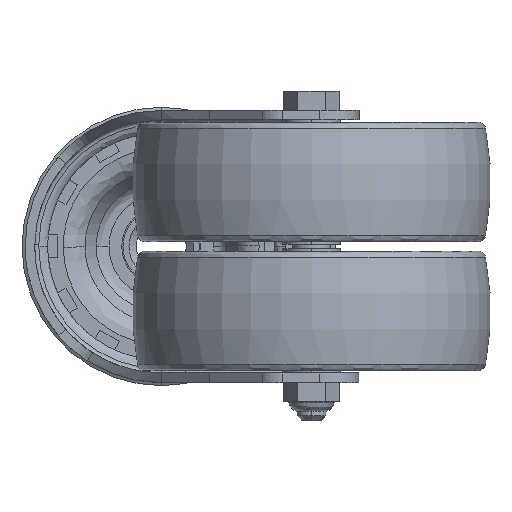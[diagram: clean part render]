
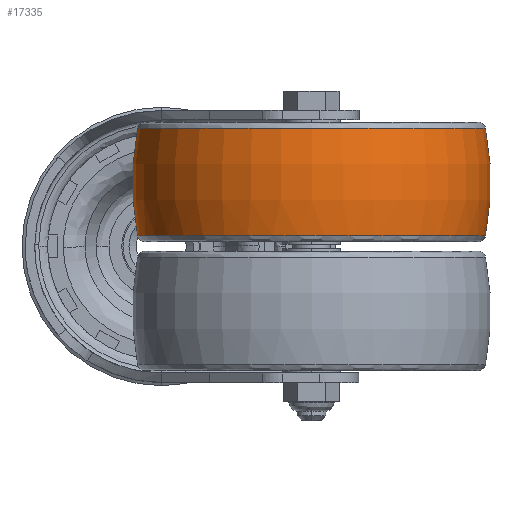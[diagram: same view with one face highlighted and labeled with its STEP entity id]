
A CAD part, front view. The second image highlights one B-rep face of the part: STEP entity #17335.
In plain terms, the highlighted toroidal (fillet/blend) face has major radius 22.5 mm and minor radius 60 mm.
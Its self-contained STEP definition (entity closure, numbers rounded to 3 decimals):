
#149 = CARTESIAN_POINT ( 'NONE',  ( 54., -51.5, 13.5 ) ) ;
#433 = ORIENTED_EDGE ( 'NONE', *, *, #9148, .T. ) ;
#435 = EDGE_CURVE ( 'NONE', #566, #4067, #5069, .T. ) ;
#566 = VERTEX_POINT ( 'NONE', #14599 ) ;
#818 = EDGE_LOOP ( 'NONE', ( #2170, #13763, #433, #14724 ) ) ;
#832 = CARTESIAN_POINT ( 'NONE',  ( 31.5, -51.5, 13.5 ) ) ;
#840 = CARTESIAN_POINT ( 'NONE',  ( 7.426, -78.946, 2.218 ) ) ;
#1137 = CARTESIAN_POINT ( 'NONE',  ( 4.054, -75.574, 2.218 ) ) ;
#1863 = CARTESIAN_POINT ( 'NONE',  ( 67.93, -51.5, 24.782 ) ) ;
#2170 = ORIENTED_EDGE ( 'NONE', *, *, #435, .F. ) ;
#2195 = DIRECTION ( 'NONE',  ( 1., 0., 0. ) ) ;
#2293 = CARTESIAN_POINT ( 'NONE',  ( 2.534, -73.722, 2.218 ) ) ;
#2386 = CARTESIAN_POINT ( 'NONE',  ( 67.93, -51.5, 2.218 ) ) ;
#2487 = CARTESIAN_POINT ( 'NONE',  ( 60.466, -73.722, 2.218 ) ) ;
#2667 = CARTESIAN_POINT ( 'NONE',  ( 43.238, -86.069, 2.218 ) ) ;
#2877 = DIRECTION ( 'NONE',  ( 0., 0., -1. ) ) ;
#2948 = VERTEX_POINT ( 'NONE', #17561 ) ;
#3079 = CIRCLE ( 'NONE', #7871, 36.43 ) ;
#3721 = CARTESIAN_POINT ( 'NONE',  ( 9.278, -80.466, 2.218 ) ) ;
#4067 = VERTEX_POINT ( 'NONE', #17572 ) ;
#4307 = CARTESIAN_POINT ( 'NONE',  ( 31.5, -51.5, 24.782 ) ) ;
#4671 = DIRECTION ( 'NONE',  ( -0.998, 0.063, 0. ) ) ;
#4905 = DIRECTION ( 'NONE',  ( 0., -1., 0. ) ) ;
#5069 = CIRCLE ( 'NONE', #18169, 60. ) ;
#5310 = CARTESIAN_POINT ( 'NONE',  ( 67.93, -53.884, 2.218 ) ) ;
#5391 = VERTEX_POINT ( 'NONE', #1863 ) ;
#5413 = CARTESIAN_POINT ( 'NONE',  ( 33.884, -87.93, 2.218 ) ) ;
#5514 = CARTESIAN_POINT ( 'NONE',  ( 66.069, -63.238, 2.218 ) ) ;
#6111 = DIRECTION ( 'NONE',  ( 0., 0., -1. ) ) ;
#6508 = EDGE_CURVE ( 'NONE', #566, #2948, #13922, .T. ) ;
#6646 = DIRECTION ( 'NONE',  ( 0., 0., 1. ) ) ;
#6657 = CARTESIAN_POINT ( 'NONE',  ( 63.115, -69.757, 2.218 ) ) ;
#6752 = CARTESIAN_POINT ( 'NONE',  ( 29.116, -87.93, 2.218 ) ) ;
#6845 = CARTESIAN_POINT ( 'NONE',  ( 13.243, -83.115, 2.218 ) ) ;
#6942 = CARTESIAN_POINT ( 'NONE',  ( 22.054, -86.765, 2.218 ) ) ;
#7029 = CARTESIAN_POINT ( 'NONE',  ( -4.695, -56.269, 2.218 ) ) ;
#7470 = DIRECTION ( 'NONE',  ( 0., 1., 0. ) ) ;
#7799 = FACE_OUTER_BOUND ( 'NONE', #818, .T. ) ;
#7871 = AXIS2_PLACEMENT_3D ( 'NONE', #4307, #6111, #4671 ) ;
#8083 = CARTESIAN_POINT ( 'NONE',  ( -4.93, -51.5, 2.218 ) ) ;
#9148 = EDGE_CURVE ( 'NONE', #2948, #5391, #17727, .T. ) ;
#9522 = CARTESIAN_POINT ( 'NONE',  ( 26.731, -87.695, 2.218 ) ) ;
#9614 = CARTESIAN_POINT ( 'NONE',  ( 66.765, -60.946, 2.218 ) ) ;
#9894 = CARTESIAN_POINT ( 'NONE',  ( 36.269, -87.695, 2.218 ) ) ;
#10949 = CARTESIAN_POINT ( 'NONE',  ( -3.069, -63.238, 2.218 ) ) ;
#11033 = CARTESIAN_POINT ( 'NONE',  ( 40.946, -86.765, 2.218 ) ) ;
#11343 = CARTESIAN_POINT ( 'NONE',  ( 19.762, -86.069, 2.218 ) ) ;
#11962 = DIRECTION ( 'NONE',  ( -1., 0., 0. ) ) ;
#12490 = CARTESIAN_POINT ( 'NONE',  ( 64.244, -67.644, 2.218 ) ) ;
#12574 = CARTESIAN_POINT ( 'NONE',  ( 67.695, -56.269, 2.218 ) ) ;
#12667 = CARTESIAN_POINT ( 'NONE',  ( 15.356, -84.244, 2.218 ) ) ;
#12770 = CARTESIAN_POINT ( 'NONE',  ( 55.574, -78.946, 2.218 ) ) ;
#13763 = ORIENTED_EDGE ( 'NONE', *, *, #6508, .T. ) ;
#13908 = CARTESIAN_POINT ( 'NONE',  ( 53.722, -80.466, 2.218 ) ) ;
#13922 = B_SPLINE_CURVE_WITH_KNOTS ( 'NONE', 3,
 ( #8083, #15741, #7029, #18189, #10949, #15345, #16794, #2293, #1137, #840, #3721, #6845, #12667, #11343, #6942, #9522, #6752, #5413, #9894, #11033, #2667, #16873, #15643, #13908, #12770, #18474, #2487, #6657, #12490, #5514, #9614, #12574, #5310, #2386 ),
 .UNSPECIFIED., .F., .F.,
 ( 4, 2, 2, 2, 2, 2, 2, 2, 2, 2, 2, 2, 2, 2, 2, 2, 4 ),
 ( 0., 0.063, 0.125, 0.188, 0.25, 0.313, 0.375, 0.438, 0.5, 0.562, 0.625, 0.687, 0.75, 0.812, 0.875, 0.937, 1. ),
 .UNSPECIFIED. ) ;
#14384 = AXIS2_PLACEMENT_3D ( 'NONE', #15951, #4905, #2877 ) ;
#14599 = CARTESIAN_POINT ( 'NONE',  ( -4.93, -51.5, 2.218 ) ) ;
#14724 = ORIENTED_EDGE ( 'NONE', *, *, #15337, .T. ) ;
#15337 = EDGE_CURVE ( 'NONE', #5391, #4067, #3079, .T. ) ;
#15345 = CARTESIAN_POINT ( 'NONE',  ( -1.244, -67.644, 2.218 ) ) ;
#15643 = CARTESIAN_POINT ( 'NONE',  ( 49.757, -83.115, 2.218 ) ) ;
#15741 = CARTESIAN_POINT ( 'NONE',  ( -4.93, -53.884, 2.218 ) ) ;
#15951 = CARTESIAN_POINT ( 'NONE',  ( 9., -51.5, 13.5 ) ) ;
#16794 = CARTESIAN_POINT ( 'NONE',  ( -0.115, -69.757, 2.218 ) ) ;
#16873 = CARTESIAN_POINT ( 'NONE',  ( 47.644, -84.244, 2.218 ) ) ;
#17281 = AXIS2_PLACEMENT_3D ( 'NONE', #832, #6646, #2195 ) ;
#17335 = ADVANCED_FACE ( 'NONE', ( #7799 ), #18179, .T. ) ;
#17561 = CARTESIAN_POINT ( 'NONE',  ( 67.93, -51.5, 2.218 ) ) ;
#17572 = CARTESIAN_POINT ( 'NONE',  ( -4.93, -51.5, 24.782 ) ) ;
#17727 = CIRCLE ( 'NONE', #14384, 60. ) ;
#18169 = AXIS2_PLACEMENT_3D ( 'NONE', #149, #7470, #11962 ) ;
#18179 = TOROIDAL_SURFACE ( 'NONE', #17281, -22.5, 60. ) ;
#18189 = CARTESIAN_POINT ( 'NONE',  ( -3.765, -60.946, 2.218 ) ) ;
#18474 = CARTESIAN_POINT ( 'NONE',  ( 58.946, -75.574, 2.218 ) ) ;
